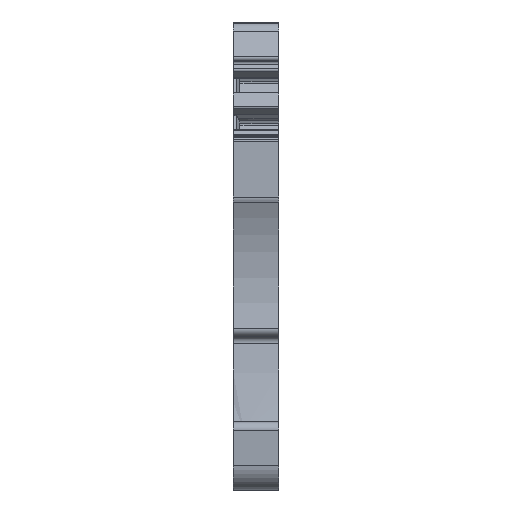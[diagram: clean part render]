
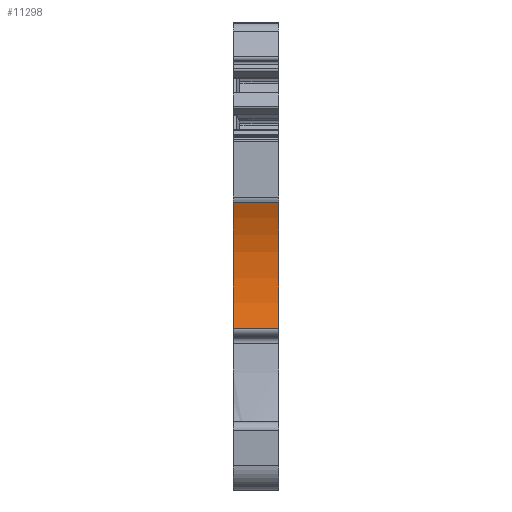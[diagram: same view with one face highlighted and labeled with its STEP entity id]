
A CAD part, front view. The second image highlights one B-rep face of the part: STEP entity #11298.
In plain terms, the highlighted cylindrical face has radius 15 mm (diameter 30 mm), a partial arc.
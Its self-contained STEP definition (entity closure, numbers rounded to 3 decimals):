
#1776=AXIS2_PLACEMENT_3D('Circle Axis2P3D',#1774,#1775,$) ;
#1783=AXIS2_PLACEMENT_3D('Circle Axis2P3D',#1781,#1782,$) ;
#4922=AXIS2_PLACEMENT_3D('Circle Axis2P3D',#4920,#4921,$) ;
#4929=AXIS2_PLACEMENT_3D('Circle Axis2P3D',#4927,#4928,$) ;
#11283=AXIS2_PLACEMENT_3D('Cylinder Axis2P3D',#11280,#11281,#11282) ;
#1771=CARTESIAN_POINT('Vertex',(3.5,0.081,22.297)) ;
#1774=CARTESIAN_POINT('Axis2P3D Location',(3.5,-13.68,16.328)) ;
#1778=CARTESIAN_POINT('Vertex',(3.5,1.176,18.4)) ;
#1781=CARTESIAN_POINT('Axis2P3D Location',(3.5,-13.68,16.328)) ;
#1785=CARTESIAN_POINT('Vertex',(3.5,0.83,12.527)) ;
#4917=CARTESIAN_POINT('Vertex',(0.,0.83,12.527)) ;
#4920=CARTESIAN_POINT('Axis2P3D Location',(0.,-13.68,16.328)) ;
#4924=CARTESIAN_POINT('Vertex',(0.,1.176,18.4)) ;
#4927=CARTESIAN_POINT('Axis2P3D Location',(0.,-13.68,16.328)) ;
#4931=CARTESIAN_POINT('Vertex',(0.,0.081,22.297)) ;
#11268=CARTESIAN_POINT('Line Origine',(1.75,0.83,12.527)) ;
#11280=CARTESIAN_POINT('Axis2P3D Location',(1.75,-13.68,16.328)) ;
#11285=CARTESIAN_POINT('Line Origine',(1.75,0.081,22.297)) ;
#1775=DIRECTION('Axis2P3D Direction',(-1.,0.,0.)) ;
#1782=DIRECTION('Axis2P3D Direction',(-1.,0.,0.)) ;
#4921=DIRECTION('Axis2P3D Direction',(-1.,0.,0.)) ;
#4928=DIRECTION('Axis2P3D Direction',(-1.,0.,0.)) ;
#11269=DIRECTION('Vector Direction',(-1.,0.,0.)) ;
#11281=DIRECTION('Axis2P3D Direction',(-1.,0.,0.)) ;
#11282=DIRECTION('Axis2P3D XDirection',(0.,0.917,0.398)) ;
#11286=DIRECTION('Vector Direction',(-1.,0.,0.)) ;
#11270=VECTOR('Line Direction',#11269,1.) ;
#11287=VECTOR('Line Direction',#11286,1.) ;
#11291=ORIENTED_EDGE('',*,*,#1780,.T.) ;
#11292=ORIENTED_EDGE('',*,*,#11289,.T.) ;
#11293=ORIENTED_EDGE('',*,*,#4933,.F.) ;
#11294=ORIENTED_EDGE('',*,*,#4926,.F.) ;
#11295=ORIENTED_EDGE('',*,*,#11272,.F.) ;
#11296=ORIENTED_EDGE('',*,*,#1787,.T.) ;
#11298=ADVANCED_FACE('KLTR',(#11297),#11284,.F.) ;
#1777=CIRCLE('generated circle',#1776,15.) ;
#1784=CIRCLE('generated circle',#1783,15.) ;
#4923=CIRCLE('generated circle',#4922,15.) ;
#4930=CIRCLE('generated circle',#4929,15.) ;
#11284=CYLINDRICAL_SURFACE('generated cylinder',#11283,15.) ;
#1780=EDGE_CURVE('',#1779,#1772,#1777,.F.) ;
#1787=EDGE_CURVE('',#1786,#1779,#1784,.F.) ;
#4926=EDGE_CURVE('',#4918,#4925,#4923,.F.) ;
#4933=EDGE_CURVE('',#4925,#4932,#4930,.F.) ;
#11272=EDGE_CURVE('',#1786,#4918,#11271,.T.) ;
#11289=EDGE_CURVE('',#1772,#4932,#11288,.T.) ;
#11290=EDGE_LOOP('',(#11291,#11292,#11293,#11294,#11295,#11296)) ;
#11297=FACE_OUTER_BOUND('',#11290,.T.) ;
#11271=LINE('Line',#11268,#11270) ;
#11288=LINE('Line',#11285,#11287) ;
#1772=VERTEX_POINT('',#1771) ;
#1779=VERTEX_POINT('',#1778) ;
#1786=VERTEX_POINT('',#1785) ;
#4918=VERTEX_POINT('',#4917) ;
#4925=VERTEX_POINT('',#4924) ;
#4932=VERTEX_POINT('',#4931) ;
